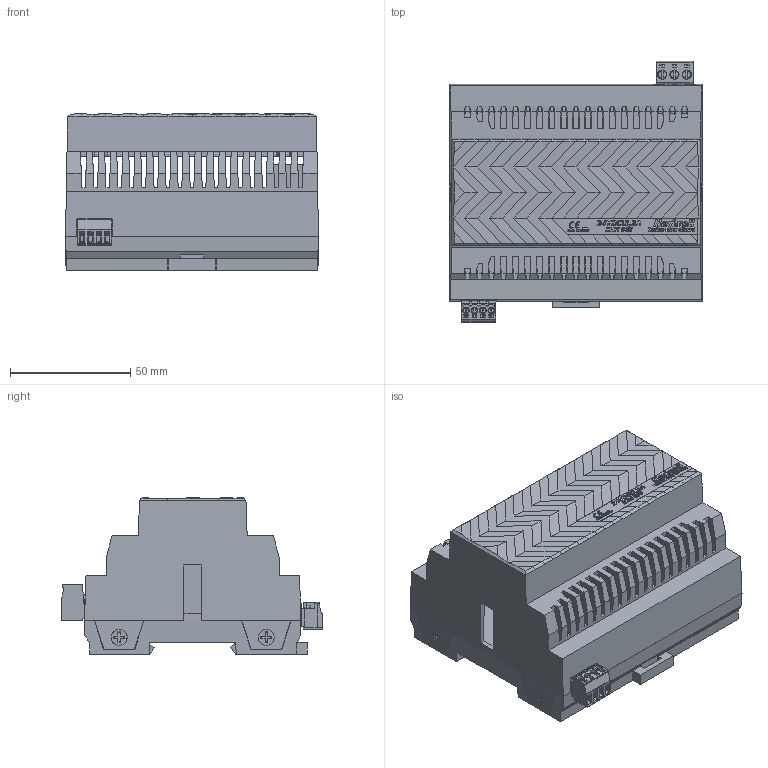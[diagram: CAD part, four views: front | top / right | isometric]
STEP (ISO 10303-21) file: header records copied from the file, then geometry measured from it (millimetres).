
FILE_DESCRIPTION((''),'2;1');
FILE_NAME('Zasilacz_24V_Main_Unit.stp','2025-05-07T16:16:11',(''),(''),'STEP Write','Mastercam X9 ... CNC Software, Inc.','');
FILE_SCHEMA(('AUTOMOTIVE_DESIGN'));
Length unit declared in the file: millimetre
Products named in the file (1): None
Bounding box: 105 x 108.49 x 65.07 mm (x, y, z)
Volume: 115179.2 mm3; surface area: 122718.7 mm2
Topology: 109 solids, 109 shells, 3823 faces, 11995 edges, 9749 vertices
Faces by surface type: plane 2716, bspline 670, cylinder 366, torus 48, cone 23
Full cylindrical faces by diameter (mm): 1.5 x4, 1.6 x3, 1.8 x4, 1.9 x14, 2.1 x4, 2.2 x7, 2.5 x7, 2.75 x3, 2.8 x8, 2.9 x3, 2.95 x3, 3 x3, 3.78 x1, 3.8 x7, 4 x1, 6 x4
Entity records: 133650 total; most frequent: CARTESIAN_POINT 35333, ORIENTED_EDGE 20884, DIRECTION 16652, EDGE_CURVE 10442, VECTOR 8744, LINE 8744, VERTEX_POINT 6936, EDGE_LOOP 4180
